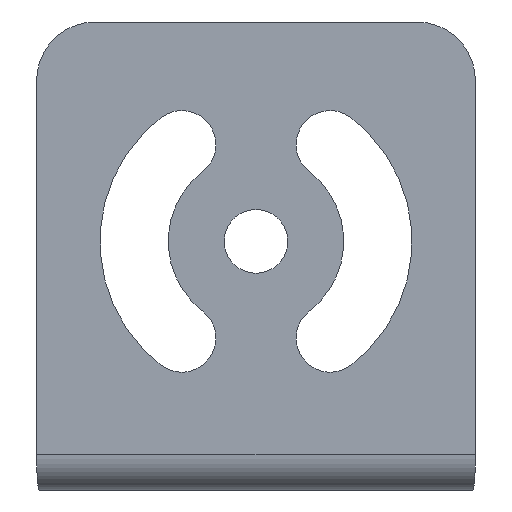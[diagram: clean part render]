
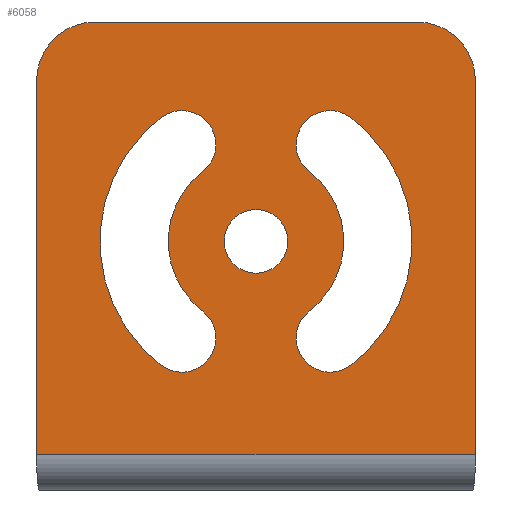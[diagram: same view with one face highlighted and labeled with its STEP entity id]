
A CAD part, front view. The second image highlights one B-rep face of the part: STEP entity #6058.
In plain terms, the highlighted planar face has unit normal (0, -1, 0).
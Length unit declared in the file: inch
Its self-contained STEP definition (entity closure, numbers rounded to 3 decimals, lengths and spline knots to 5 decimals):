
#1135=DIRECTION('',(1.,0.,0.));
#1136=VECTOR('',#1135,1.77165);
#1137=CARTESIAN_POINT('',(-0.88583,-0.10236,
0.05651));
#1138=LINE('',#1137,#1136);
#1139=DIRECTION('',(0.,0.,1.));
#1140=VECTOR('',#1139,1.5118);
#1141=CARTESIAN_POINT('',(-0.88583,-0.10236,
0.05651));
#1142=LINE('',#1141,#1140);
#1143=CARTESIAN_POINT('',(-0.64961,-0.10236,
1.56831));
#1144=DIRECTION('',(0.,1.,0.));
#1145=DIRECTION('',(-1.,0.,0.));
#1146=AXIS2_PLACEMENT_3D('',#1143,#1144,#1145);
#1148=DIRECTION('',(1.,0.,0.));
#1149=VECTOR('',#1148,1.29921);
#1150=CARTESIAN_POINT('',(-0.64961,-0.10236,
1.80453));
#1151=LINE('',#1150,#1149);
#1152=CARTESIAN_POINT('',(0.64961,-0.10236,
1.56831));
#1153=DIRECTION('',(0.,1.,0.));
#1154=DIRECTION('',(0.,0.,1.));
#1155=AXIS2_PLACEMENT_3D('',#1152,#1153,#1154);
#1157=DIRECTION('',(0.,0.,-1.));
#1158=VECTOR('',#1157,1.5118);
#1159=CARTESIAN_POINT('',(0.88583,-0.10236,
1.56831));
#1160=LINE('',#1159,#1158);
#1161=CARTESIAN_POINT('',(-0.29959,-0.10236,
0.52827));
#1162=DIRECTION('',(0.,1.,0.));
#1163=DIRECTION('',(0.609,0.,0.793));
#1164=AXIS2_PLACEMENT_3D('',#1161,#1162,#1163);
#1166=CARTESIAN_POINT('',(0.,-0.10236,0.9187));
#1167=DIRECTION('',(0.,1.,0.));
#1168=DIRECTION('',(-0.609,0.,-0.793));
#1169=AXIS2_PLACEMENT_3D('',#1166,#1167,#1168);
#1171=CARTESIAN_POINT('',(-0.29959,-0.10236,
1.30913));
#1172=DIRECTION('',(0.,1.,0.));
#1173=DIRECTION('',(-0.609,0.,0.793));
#1174=AXIS2_PLACEMENT_3D('',#1171,#1172,#1173);
#1176=CARTESIAN_POINT('',(0.,-0.10236,0.9187));
#1177=DIRECTION('',(0.,1.,0.));
#1178=DIRECTION('',(-0.609,0.,-0.793));
#1179=AXIS2_PLACEMENT_3D('',#1176,#1177,#1178);
#1181=CARTESIAN_POINT('',(0.,-0.10236,0.9187));
#1182=DIRECTION('',(0.,1.,0.));
#1183=DIRECTION('',(0.609,0.,0.793));
#1184=AXIS2_PLACEMENT_3D('',#1181,#1182,#1183);
#1186=CARTESIAN_POINT('',(0.29959,-0.10236,
0.52827));
#1187=DIRECTION('',(0.,1.,0.));
#1188=DIRECTION('',(0.609,0.,-0.793));
#1189=AXIS2_PLACEMENT_3D('',#1186,#1187,#1188);
#1191=CARTESIAN_POINT('',(0.,-0.10236,0.9187));
#1192=DIRECTION('',(0.,1.,0.));
#1193=DIRECTION('',(0.609,0.,0.793));
#1194=AXIS2_PLACEMENT_3D('',#1191,#1192,#1193);
#1196=CARTESIAN_POINT('',(0.29959,-0.10236,
1.30913));
#1197=DIRECTION('',(0.,1.,0.));
#1198=DIRECTION('',(-0.609,0.,-0.793));
#1199=AXIS2_PLACEMENT_3D('',#1196,#1197,#1198);
#1201=CARTESIAN_POINT('',(0.,-0.10236,0.9187));
#1202=DIRECTION('',(0.,1.,0.));
#1203=DIRECTION('',(0.,0.,-1.));
#1204=AXIS2_PLACEMENT_3D('',#1201,#1202,#1203);
#1206=CARTESIAN_POINT('',(0.,-0.10236,0.9187));
#1207=DIRECTION('',(0.,1.,0.));
#1208=DIRECTION('',(0.,0.,1.));
#1209=AXIS2_PLACEMENT_3D('',#1206,#1207,#1208);
#3895=CARTESIAN_POINT('',(-0.88583,-0.10236,
1.56831));
#3896=CARTESIAN_POINT('',(-0.64961,-0.10236,
1.80453));
#3897=VERTEX_POINT('',#3895);
#3898=VERTEX_POINT('',#3896);
#3899=CARTESIAN_POINT('',(0.64961,-0.10236,
1.80453));
#3900=VERTEX_POINT('',#3899);
#3901=CARTESIAN_POINT('',(0.88583,-0.10236,
1.56831));
#3902=VERTEX_POINT('',#3901);
#3907=CARTESIAN_POINT('',(-0.88583,-0.10236,
0.05651));
#3908=VERTEX_POINT('',#3907);
#3909=CARTESIAN_POINT('',(0.88583,-0.10236,
0.05651));
#3910=VERTEX_POINT('',#3909);
#3931=CARTESIAN_POINT('',(0.,-0.10236,0.79016));
#3932=CARTESIAN_POINT('',(0.,-0.10236,1.04724));
#3933=VERTEX_POINT('',#3931);
#3934=VERTEX_POINT('',#3932);
#3935=CARTESIAN_POINT('',(0.2157,-0.10236,
1.19981));
#3936=CARTESIAN_POINT('',(0.2157,-0.10236,
0.63759));
#3937=VERTEX_POINT('',#3935);
#3938=VERTEX_POINT('',#3936);
#3939=CARTESIAN_POINT('',(0.38347,-0.10236,
0.41895));
#3940=VERTEX_POINT('',#3939);
#3941=CARTESIAN_POINT('',(0.38347,-0.10236,
1.41845));
#3942=VERTEX_POINT('',#3941);
#3943=CARTESIAN_POINT('',(-0.2157,-0.10236,
0.63759));
#3944=CARTESIAN_POINT('',(-0.38347,-0.10236,
0.41895));
#3945=VERTEX_POINT('',#3943);
#3946=VERTEX_POINT('',#3944);
#3947=CARTESIAN_POINT('',(-0.2157,-0.10236,
1.19981));
#3948=VERTEX_POINT('',#3947);
#3949=CARTESIAN_POINT('',(-0.38347,-0.10236,
1.41845));
#3950=VERTEX_POINT('',#3949);
#6019=CARTESIAN_POINT('',(0.,-0.10236,0.));
#6020=DIRECTION('',(0.,1.,0.));
#6021=DIRECTION('',(0.,0.,1.));
#6022=AXIS2_PLACEMENT_3D('',#6019,#6020,#6021);
#6023=PLANE('',#6022);
#6024=ORIENTED_EDGE('',*,*,#6012,.F.);
#6025=ORIENTED_EDGE('',*,*,#5772,.T.);
#6026=ORIENTED_EDGE('',*,*,#5785,.T.);
#6027=ORIENTED_EDGE('',*,*,#5799,.T.);
#6028=ORIENTED_EDGE('',*,*,#5813,.T.);
#6029=ORIENTED_EDGE('',*,*,#5826,.T.);
#6030=EDGE_LOOP('',(#6024,#6025,#6026,#6027,#6028,#6029));
#6031=FACE_OUTER_BOUND('',#6030,.F.);
#6033=ORIENTED_EDGE('',*,*,#6032,.F.);
#6035=ORIENTED_EDGE('',*,*,#6034,.T.);
#6037=ORIENTED_EDGE('',*,*,#6036,.F.);
#6039=ORIENTED_EDGE('',*,*,#6038,.F.);
#6040=EDGE_LOOP('',(#6033,#6035,#6037,#6039));
#6041=FACE_BOUND('',#6040,.F.);
#6043=ORIENTED_EDGE('',*,*,#6042,.T.);
#6045=ORIENTED_EDGE('',*,*,#6044,.F.);
#6047=ORIENTED_EDGE('',*,*,#6046,.F.);
#6049=ORIENTED_EDGE('',*,*,#6048,.F.);
#6050=EDGE_LOOP('',(#6043,#6045,#6047,#6049));
#6051=FACE_BOUND('',#6050,.F.);
#6053=ORIENTED_EDGE('',*,*,#6052,.F.);
#6055=ORIENTED_EDGE('',*,*,#6054,.F.);
#6056=EDGE_LOOP('',(#6053,#6055));
#6057=FACE_BOUND('',#6056,.F.);
#6058=ADVANCED_FACE('',(#6031,#6041,#6051,#6057),#6023,.F.);
#1147=CIRCLE('',#1146,0.23622);
#1156=CIRCLE('',#1155,0.23622);
#1165=CIRCLE('',#1164,0.1378);
#1170=CIRCLE('',#1169,0.35433);
#1175=CIRCLE('',#1174,0.1378);
#1180=CIRCLE('',#1179,0.62992);
#1185=CIRCLE('',#1184,0.35433);
#1190=CIRCLE('',#1189,0.1378);
#1195=CIRCLE('',#1194,0.62992);
#1200=CIRCLE('',#1199,0.1378);
#1205=CIRCLE('',#1204,0.12854);
#1210=CIRCLE('',#1209,0.12854);
#5772=EDGE_CURVE('',#3908,#3897,#1142,.T.);
#5785=EDGE_CURVE('',#3897,#3898,#1147,.T.);
#5799=EDGE_CURVE('',#3898,#3900,#1151,.T.);
#5813=EDGE_CURVE('',#3900,#3902,#1156,.T.);
#5826=EDGE_CURVE('',#3902,#3910,#1160,.T.);
#6012=EDGE_CURVE('',#3908,#3910,#1138,.T.);
#6032=EDGE_CURVE('',#3945,#3946,#1165,.T.);
#6034=EDGE_CURVE('',#3945,#3948,#1170,.T.);
#6036=EDGE_CURVE('',#3950,#3948,#1175,.T.);
#6038=EDGE_CURVE('',#3946,#3950,#1180,.T.);
#6042=EDGE_CURVE('',#3937,#3938,#1185,.T.);
#6044=EDGE_CURVE('',#3940,#3938,#1190,.T.);
#6046=EDGE_CURVE('',#3942,#3940,#1195,.T.);
#6048=EDGE_CURVE('',#3937,#3942,#1200,.T.);
#6052=EDGE_CURVE('',#3933,#3934,#1205,.T.);
#6054=EDGE_CURVE('',#3934,#3933,#1210,.T.);
